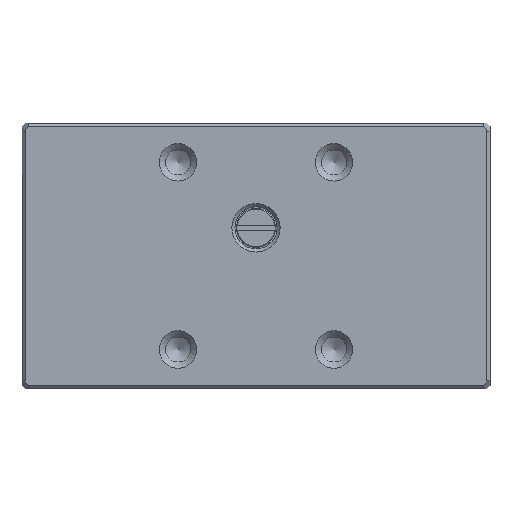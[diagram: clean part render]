
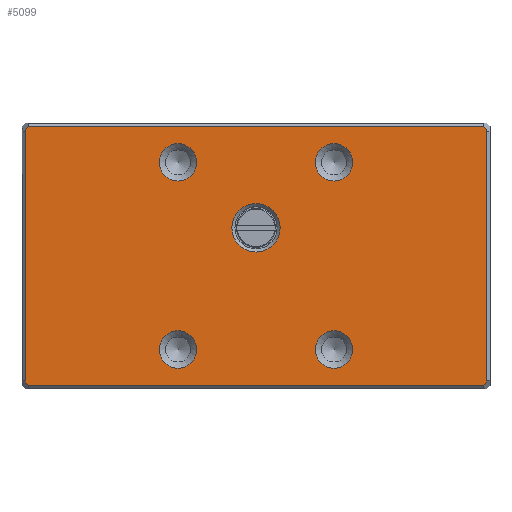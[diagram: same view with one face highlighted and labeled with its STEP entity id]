
A CAD part, top view. The second image highlights one B-rep face of the part: STEP entity #5099.
In plain terms, the highlighted planar face has unit normal (0, 0, 1).
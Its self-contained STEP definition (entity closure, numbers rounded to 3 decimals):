
#4309=FACE_BOUND('',#8231,.T.);
#4310=FACE_BOUND('',#8232,.T.);
#4311=FACE_BOUND('',#8233,.T.);
#4312=FACE_BOUND('',#8234,.T.);
#4313=FACE_BOUND('',#8235,.T.);
#4314=FACE_BOUND('',#8236,.T.);
#5099=ADVANCED_FACE('',(#4309,#4310,#4311,#4312,#4313,#4314),#6192,.F.);
#6192=PLANE('',#25836);
#8231=EDGE_LOOP('',(#11366));
#8232=EDGE_LOOP('',(#11367));
#8233=EDGE_LOOP('',(#11368));
#8234=EDGE_LOOP('',(#11369));
#8235=EDGE_LOOP('',(#11370));
#8236=EDGE_LOOP('',(#11371,#11372,#11373,#11374,#11375,#11376,#11377,#11378));
#9101=CIRCLE('',#25831,1.55);
#9102=CIRCLE('',#25832,1.2);
#9103=CIRCLE('',#25833,1.2);
#9104=CIRCLE('',#25834,1.2);
#9105=CIRCLE('',#25835,1.2);
#11366=ORIENTED_EDGE('',*,*,#18729,.T.);
#11367=ORIENTED_EDGE('',*,*,#18730,.T.);
#11368=ORIENTED_EDGE('',*,*,#18731,.T.);
#11369=ORIENTED_EDGE('',*,*,#18732,.T.);
#11370=ORIENTED_EDGE('',*,*,#18733,.T.);
#11371=ORIENTED_EDGE('',*,*,#18734,.T.);
#11372=ORIENTED_EDGE('',*,*,#18735,.T.);
#11373=ORIENTED_EDGE('',*,*,#18736,.T.);
#11374=ORIENTED_EDGE('',*,*,#18737,.T.);
#11375=ORIENTED_EDGE('',*,*,#18738,.T.);
#11376=ORIENTED_EDGE('',*,*,#18739,.T.);
#11377=ORIENTED_EDGE('',*,*,#18740,.T.);
#11378=ORIENTED_EDGE('',*,*,#18741,.T.);
#16442=VERTEX_POINT('',#34641);
#16443=VERTEX_POINT('',#34643);
#16444=VERTEX_POINT('',#34645);
#16445=VERTEX_POINT('',#34647);
#16446=VERTEX_POINT('',#34649);
#16447=VERTEX_POINT('',#34651);
#16448=VERTEX_POINT('',#34652);
#16449=VERTEX_POINT('',#34654);
#16450=VERTEX_POINT('',#34656);
#16451=VERTEX_POINT('',#34658);
#16452=VERTEX_POINT('',#34660);
#16453=VERTEX_POINT('',#34662);
#16454=VERTEX_POINT('',#34664);
#18729=EDGE_CURVE('',#16442,#16442,#9101,.T.);
#18730=EDGE_CURVE('',#16443,#16443,#9102,.T.);
#18731=EDGE_CURVE('',#16444,#16444,#9103,.T.);
#18732=EDGE_CURVE('',#16445,#16445,#9104,.T.);
#18733=EDGE_CURVE('',#16446,#16446,#9105,.T.);
#18734=EDGE_CURVE('',#16447,#16448,#21545,.T.);
#18735=EDGE_CURVE('',#16448,#16449,#21546,.T.);
#18736=EDGE_CURVE('',#16449,#16450,#21547,.T.);
#18737=EDGE_CURVE('',#16450,#16451,#21548,.T.);
#18738=EDGE_CURVE('',#16451,#16452,#21549,.T.);
#18739=EDGE_CURVE('',#16452,#16453,#21550,.T.);
#18740=EDGE_CURVE('',#16453,#16454,#21551,.T.);
#18741=EDGE_CURVE('',#16454,#16447,#21552,.T.);
#21545=LINE('',#34650,#24131);
#21546=LINE('',#34653,#24132);
#21547=LINE('',#34655,#24133);
#21548=LINE('',#34657,#24134);
#21549=LINE('',#34659,#24135);
#21550=LINE('',#34661,#24136);
#21551=LINE('',#34663,#24137);
#21552=LINE('',#34665,#24138);
#24131=VECTOR('',#28505,1.);
#24132=VECTOR('',#28506,1.);
#24133=VECTOR('',#28507,1.);
#24134=VECTOR('',#28508,1.);
#24135=VECTOR('',#28509,1.);
#24136=VECTOR('',#28510,1.);
#24137=VECTOR('',#28511,1.);
#24138=VECTOR('',#28512,1.);
#25831=AXIS2_PLACEMENT_3D('',#34640,#28495,#28496);
#25832=AXIS2_PLACEMENT_3D('',#34642,#28497,#28498);
#25833=AXIS2_PLACEMENT_3D('',#34644,#28499,#28500);
#25834=AXIS2_PLACEMENT_3D('',#34646,#28501,#28502);
#25835=AXIS2_PLACEMENT_3D('',#34648,#28503,#28504);
#25836=AXIS2_PLACEMENT_3D('',#34666,#28513,#28514);
#28495=DIRECTION('',(0.,0.,-1.));
#28496=DIRECTION('',(-1.,0.,0.));
#28497=DIRECTION('',(0.,0.,-1.));
#28498=DIRECTION('',(-1.,0.,0.));
#28499=DIRECTION('',(0.,0.,-1.));
#28500=DIRECTION('',(-1.,0.,0.));
#28501=DIRECTION('',(0.,0.,-1.));
#28502=DIRECTION('',(-1.,0.,0.));
#28503=DIRECTION('',(0.,0.,-1.));
#28504=DIRECTION('',(-1.,0.,0.));
#28505=DIRECTION('',(-0.577,-0.816,0.));
#28506=DIRECTION('',(0.,-1.,0.));
#28507=DIRECTION('',(0.577,-0.816,0.));
#28508=DIRECTION('',(1.,0.,0.));
#28509=DIRECTION('',(0.577,0.816,0.));
#28510=DIRECTION('',(0.,1.,0.));
#28511=DIRECTION('',(-0.577,0.816,0.));
#28512=DIRECTION('',(-1.,0.,0.));
#28513=DIRECTION('',(0.,0.,-1.));
#28514=DIRECTION('',(1.,0.,0.));
#34640=CARTESIAN_POINT('',(0.,1.8,8.));
#34641=CARTESIAN_POINT('',(-1.55,1.8,8.));
#34642=CARTESIAN_POINT('',(5.,6.,8.));
#34643=CARTESIAN_POINT('',(3.8,6.,8.));
#34644=CARTESIAN_POINT('',(5.,-6.,8.));
#34645=CARTESIAN_POINT('',(3.8,-6.,8.));
#34646=CARTESIAN_POINT('',(-5.,6.,8.));
#34647=CARTESIAN_POINT('',(-6.2,6.,8.));
#34648=CARTESIAN_POINT('',(-5.,-6.,8.));
#34649=CARTESIAN_POINT('',(-6.2,-6.,8.));
#34650=CARTESIAN_POINT('',(-14.937,7.823,8.));
#34651=CARTESIAN_POINT('',(-14.6,8.3,8.));
#34652=CARTESIAN_POINT('',(-14.8,8.017,8.));
#34653=CARTESIAN_POINT('',(-14.8,8.5,8.));
#34654=CARTESIAN_POINT('',(-14.8,-8.017,8.));
#34655=CARTESIAN_POINT('',(-14.937,-7.823,8.));
#34656=CARTESIAN_POINT('',(-14.6,-8.3,8.));
#34657=CARTESIAN_POINT('',(15.,-8.3,8.));
#34658=CARTESIAN_POINT('',(14.6,-8.3,8.));
#34659=CARTESIAN_POINT('',(14.937,-7.823,8.));
#34660=CARTESIAN_POINT('',(14.8,-8.017,8.));
#34661=CARTESIAN_POINT('',(14.8,7.734,8.));
#34662=CARTESIAN_POINT('',(14.8,8.017,8.));
#34663=CARTESIAN_POINT('',(14.937,7.823,8.));
#34664=CARTESIAN_POINT('',(14.6,8.3,8.));
#34665=CARTESIAN_POINT('',(15.,8.3,8.));
#34666=CARTESIAN_POINT('',(15.,8.5,8.));
